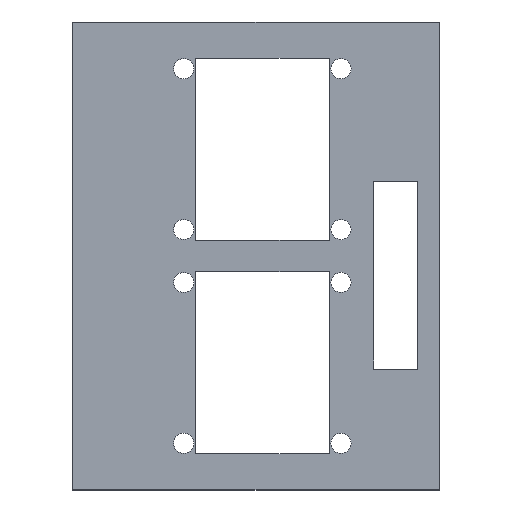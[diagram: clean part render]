
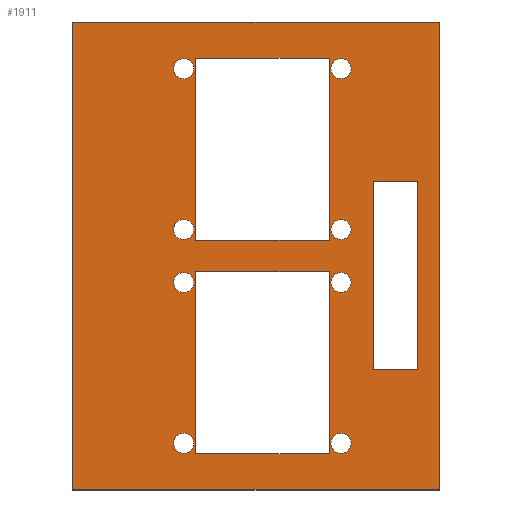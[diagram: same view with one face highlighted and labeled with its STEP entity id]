
A CAD part, top view. The second image highlights one B-rep face of the part: STEP entity #1911.
In plain terms, the highlighted planar face has unit normal (0, 0, 1).
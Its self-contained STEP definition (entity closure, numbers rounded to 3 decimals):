
#47=CIRCLE('',#2024,1.5);
#48=CIRCLE('',#2025,1.5);
#49=CIRCLE('',#2026,1.5);
#50=CIRCLE('',#2027,1.5);
#51=CIRCLE('',#2028,1.5);
#52=CIRCLE('',#2029,1.5);
#53=CIRCLE('',#2030,1.5);
#54=CIRCLE('',#2031,1.5);
#75=FACE_BOUND('',#213,.T.);
#76=FACE_BOUND('',#214,.T.);
#77=FACE_BOUND('',#215,.T.);
#78=FACE_BOUND('',#216,.T.);
#79=FACE_BOUND('',#217,.T.);
#80=FACE_BOUND('',#218,.T.);
#81=FACE_BOUND('',#219,.T.);
#82=FACE_BOUND('',#220,.T.);
#83=FACE_BOUND('',#221,.T.);
#84=FACE_BOUND('',#222,.T.);
#85=FACE_BOUND('',#223,.T.);
#101=FACE_OUTER_BOUND('',#212,.T.);
#212=EDGE_LOOP('',(#1381,#1382,#1383,#1384));
#213=EDGE_LOOP('',(#1385,#1386,#1387,#1388));
#214=EDGE_LOOP('',(#1389,#1390,#1391,#1392));
#215=EDGE_LOOP('',(#1393,#1394,#1395,#1396));
#216=EDGE_LOOP('',(#1397));
#217=EDGE_LOOP('',(#1398));
#218=EDGE_LOOP('',(#1399));
#219=EDGE_LOOP('',(#1400));
#220=EDGE_LOOP('',(#1401));
#221=EDGE_LOOP('',(#1402));
#222=EDGE_LOOP('',(#1403));
#223=EDGE_LOOP('',(#1404));
#310=LINE('',#2644,#557);
#352=LINE('',#2727,#599);
#353=LINE('',#2730,#600);
#360=LINE('',#2742,#607);
#387=LINE('',#2813,#634);
#390=LINE('',#2819,#637);
#391=LINE('',#2821,#638);
#392=LINE('',#2823,#639);
#393=LINE('',#2824,#640);
#394=LINE('',#2826,#641);
#395=LINE('',#2828,#642);
#396=LINE('',#2829,#643);
#397=LINE('',#2832,#644);
#398=LINE('',#2834,#645);
#399=LINE('',#2836,#646);
#400=LINE('',#2837,#647);
#557=VECTOR('',#2135,10.);
#599=VECTOR('',#2189,10.);
#600=VECTOR('',#2192,10.);
#607=VECTOR('',#2203,10.);
#634=VECTOR('',#2256,10.);
#637=VECTOR('',#2261,10.);
#638=VECTOR('',#2262,10.);
#639=VECTOR('',#2263,10.);
#640=VECTOR('',#2264,10.);
#641=VECTOR('',#2265,10.);
#642=VECTOR('',#2266,10.);
#643=VECTOR('',#2267,10.);
#644=VECTOR('',#2268,10.);
#645=VECTOR('',#2269,10.);
#646=VECTOR('',#2270,10.);
#647=VECTOR('',#2271,10.);
#804=VERTEX_POINT('',#2641);
#805=VERTEX_POINT('',#2643);
#840=VERTEX_POINT('',#2725);
#841=VERTEX_POINT('',#2729);
#874=VERTEX_POINT('',#2811);
#875=VERTEX_POINT('',#2812);
#876=VERTEX_POINT('',#2817);
#877=VERTEX_POINT('',#2818);
#878=VERTEX_POINT('',#2820);
#879=VERTEX_POINT('',#2822);
#880=VERTEX_POINT('',#2825);
#881=VERTEX_POINT('',#2827);
#882=VERTEX_POINT('',#2830);
#883=VERTEX_POINT('',#2831);
#884=VERTEX_POINT('',#2833);
#885=VERTEX_POINT('',#2835);
#886=VERTEX_POINT('',#2838);
#887=VERTEX_POINT('',#2840);
#888=VERTEX_POINT('',#2842);
#889=VERTEX_POINT('',#2844);
#890=VERTEX_POINT('',#2846);
#891=VERTEX_POINT('',#2848);
#892=VERTEX_POINT('',#2850);
#893=VERTEX_POINT('',#2852);
#986=EDGE_CURVE('',#805,#804,#310,.T.);
#1028=EDGE_CURVE('',#804,#840,#352,.T.);
#1029=EDGE_CURVE('',#841,#805,#353,.T.);
#1036=EDGE_CURVE('',#840,#841,#360,.T.);
#1071=EDGE_CURVE('',#874,#875,#387,.T.);
#1074=EDGE_CURVE('',#876,#877,#390,.T.);
#1075=EDGE_CURVE('',#876,#878,#391,.T.);
#1076=EDGE_CURVE('',#879,#878,#392,.T.);
#1077=EDGE_CURVE('',#879,#877,#393,.T.);
#1078=EDGE_CURVE('',#880,#874,#394,.T.);
#1079=EDGE_CURVE('',#875,#881,#395,.T.);
#1080=EDGE_CURVE('',#881,#880,#396,.T.);
#1081=EDGE_CURVE('',#882,#883,#397,.T.);
#1082=EDGE_CURVE('',#883,#884,#398,.T.);
#1083=EDGE_CURVE('',#884,#885,#399,.T.);
#1084=EDGE_CURVE('',#885,#882,#400,.T.);
#1085=EDGE_CURVE('',#886,#886,#47,.T.);
#1086=EDGE_CURVE('',#887,#887,#48,.T.);
#1087=EDGE_CURVE('',#888,#888,#49,.T.);
#1088=EDGE_CURVE('',#889,#889,#50,.T.);
#1089=EDGE_CURVE('',#890,#890,#51,.T.);
#1090=EDGE_CURVE('',#891,#891,#52,.T.);
#1091=EDGE_CURVE('',#892,#892,#53,.T.);
#1092=EDGE_CURVE('',#893,#893,#54,.T.);
#1381=ORIENTED_EDGE('',*,*,#1074,.F.);
#1382=ORIENTED_EDGE('',*,*,#1075,.T.);
#1383=ORIENTED_EDGE('',*,*,#1076,.F.);
#1384=ORIENTED_EDGE('',*,*,#1077,.T.);
#1385=ORIENTED_EDGE('',*,*,#1028,.T.);
#1386=ORIENTED_EDGE('',*,*,#1036,.T.);
#1387=ORIENTED_EDGE('',*,*,#1029,.T.);
#1388=ORIENTED_EDGE('',*,*,#986,.T.);
#1389=ORIENTED_EDGE('',*,*,#1078,.T.);
#1390=ORIENTED_EDGE('',*,*,#1071,.T.);
#1391=ORIENTED_EDGE('',*,*,#1079,.T.);
#1392=ORIENTED_EDGE('',*,*,#1080,.T.);
#1393=ORIENTED_EDGE('',*,*,#1081,.T.);
#1394=ORIENTED_EDGE('',*,*,#1082,.T.);
#1395=ORIENTED_EDGE('',*,*,#1083,.T.);
#1396=ORIENTED_EDGE('',*,*,#1084,.T.);
#1397=ORIENTED_EDGE('',*,*,#1085,.T.);
#1398=ORIENTED_EDGE('',*,*,#1086,.T.);
#1399=ORIENTED_EDGE('',*,*,#1087,.T.);
#1400=ORIENTED_EDGE('',*,*,#1088,.T.);
#1401=ORIENTED_EDGE('',*,*,#1089,.T.);
#1402=ORIENTED_EDGE('',*,*,#1090,.T.);
#1403=ORIENTED_EDGE('',*,*,#1091,.T.);
#1404=ORIENTED_EDGE('',*,*,#1092,.T.);
#1827=PLANE('',#2023);
#1911=ADVANCED_FACE('',(#101,#75,#76,#77,#78,#79,#80,#81,#82,#83,#84,#85),
#1827,.T.);
#2023=AXIS2_PLACEMENT_3D('',#2816,#2259,#2260);
#2024=AXIS2_PLACEMENT_3D('',#2839,#2272,#2273);
#2025=AXIS2_PLACEMENT_3D('',#2841,#2274,#2275);
#2026=AXIS2_PLACEMENT_3D('',#2843,#2276,#2277);
#2027=AXIS2_PLACEMENT_3D('',#2845,#2278,#2279);
#2028=AXIS2_PLACEMENT_3D('',#2847,#2280,#2281);
#2029=AXIS2_PLACEMENT_3D('',#2849,#2282,#2283);
#2030=AXIS2_PLACEMENT_3D('',#2851,#2284,#2285);
#2031=AXIS2_PLACEMENT_3D('',#2853,#2286,#2287);
#2135=DIRECTION('',(0.,-1.,0.));
#2189=DIRECTION('',(-1.,0.,0.));
#2192=DIRECTION('',(1.,0.,0.));
#2203=DIRECTION('',(0.,1.,0.));
#2256=DIRECTION('',(1.,0.,0.));
#2259=DIRECTION('center_axis',(0.,0.,1.));
#2260=DIRECTION('ref_axis',(-1.,0.,0.));
#2261=DIRECTION('',(1.,0.,0.));
#2262=DIRECTION('',(0.,-1.,0.));
#2263=DIRECTION('',(-1.,0.,0.));
#2264=DIRECTION('',(0.,1.,0.));
#2265=DIRECTION('',(0.,1.,0.));
#2266=DIRECTION('',(0.,-1.,0.));
#2267=DIRECTION('',(-1.,0.,0.));
#2268=DIRECTION('',(0.,1.,0.));
#2269=DIRECTION('',(1.,0.,0.));
#2270=DIRECTION('',(0.,-1.,0.));
#2271=DIRECTION('',(-1.,0.,0.));
#2272=DIRECTION('center_axis',(0.,0.,-1.));
#2273=DIRECTION('ref_axis',(-1.,0.,0.));
#2274=DIRECTION('center_axis',(0.,0.,-1.));
#2275=DIRECTION('ref_axis',(-1.,0.,0.));
#2276=DIRECTION('center_axis',(0.,0.,-1.));
#2277=DIRECTION('ref_axis',(-1.,0.,0.));
#2278=DIRECTION('center_axis',(0.,0.,-1.));
#2279=DIRECTION('ref_axis',(-1.,0.,0.));
#2280=DIRECTION('center_axis',(0.,0.,-1.));
#2281=DIRECTION('ref_axis',(-1.,0.,0.));
#2282=DIRECTION('center_axis',(0.,0.,-1.));
#2283=DIRECTION('ref_axis',(-1.,0.,0.));
#2284=DIRECTION('center_axis',(0.,0.,-1.));
#2285=DIRECTION('ref_axis',(-1.,0.,0.));
#2286=DIRECTION('center_axis',(0.,0.,-1.));
#2287=DIRECTION('ref_axis',(-1.,0.,0.));
#2641=CARTESIAN_POINT('',(55.34,31.838,35.718));
#2643=CARTESIAN_POINT('',(55.34,59.896,35.718));
#2644=CARTESIAN_POINT('',(55.34,37.338,35.718));
#2725=CARTESIAN_POINT('',(48.722,31.838,35.718));
#2727=CARTESIAN_POINT('',(55.075,31.838,35.718));
#2729=CARTESIAN_POINT('',(48.722,59.896,35.718));
#2730=CARTESIAN_POINT('',(55.075,59.896,35.718));
#2742=CARTESIAN_POINT('',(48.722,23.309,35.718));
#2811=CARTESIAN_POINT('',(22.179,78.297,35.718));
#2812=CARTESIAN_POINT('',(42.079,78.297,35.718));
#2813=CARTESIAN_POINT('',(47.876,78.297,35.718));
#2816=CARTESIAN_POINT('Origin',(56.573,14.779,35.718));
#2817=CARTESIAN_POINT('',(3.751,83.68,35.718));
#2818=CARTESIAN_POINT('',(58.574,83.68,35.718));
#2819=CARTESIAN_POINT('',(5.234,83.68,35.718));
#2820=CARTESIAN_POINT('',(3.751,13.78,35.718));
#2821=CARTESIAN_POINT('',(3.751,14.779,35.718));
#2822=CARTESIAN_POINT('',(58.574,13.78,35.718));
#2823=CARTESIAN_POINT('',(56.573,13.78,35.718));
#2824=CARTESIAN_POINT('',(58.574,82.7,35.718));
#2825=CARTESIAN_POINT('',(22.179,51.097,35.718));
#2826=CARTESIAN_POINT('',(22.179,46.438,35.718));
#2827=CARTESIAN_POINT('',(42.079,51.097,35.718));
#2828=CARTESIAN_POINT('',(42.079,46.438,35.718));
#2829=CARTESIAN_POINT('',(49.226,51.097,35.718));
#2830=CARTESIAN_POINT('',(22.179,19.152,35.718));
#2831=CARTESIAN_POINT('',(22.179,46.352,35.718));
#2832=CARTESIAN_POINT('',(22.179,17.066,35.718));
#2833=CARTESIAN_POINT('',(42.079,46.352,35.718));
#2834=CARTESIAN_POINT('',(47.876,46.352,35.718));
#2835=CARTESIAN_POINT('',(42.079,19.152,35.718));
#2836=CARTESIAN_POINT('',(42.079,17.066,35.718));
#2837=CARTESIAN_POINT('',(39.476,19.152,35.718));
#2838=CARTESIAN_POINT('',(45.356,76.713,35.718));
#2839=CARTESIAN_POINT('Origin',(43.856,76.713,35.718));
#2840=CARTESIAN_POINT('',(45.356,44.769,35.718));
#2841=CARTESIAN_POINT('Origin',(43.856,44.769,35.718));
#2842=CARTESIAN_POINT('',(45.356,20.736,35.718));
#2843=CARTESIAN_POINT('Origin',(43.856,20.736,35.718));
#2844=CARTESIAN_POINT('',(21.856,52.68,35.718));
#2845=CARTESIAN_POINT('Origin',(20.356,52.68,35.718));
#2846=CARTESIAN_POINT('',(21.856,44.769,35.718));
#2847=CARTESIAN_POINT('Origin',(20.356,44.769,35.718));
#2848=CARTESIAN_POINT('',(21.856,76.713,35.718));
#2849=CARTESIAN_POINT('Origin',(20.356,76.713,35.718));
#2850=CARTESIAN_POINT('',(45.356,52.68,35.718));
#2851=CARTESIAN_POINT('Origin',(43.856,52.68,35.718));
#2852=CARTESIAN_POINT('',(21.856,20.736,35.718));
#2853=CARTESIAN_POINT('Origin',(20.356,20.736,35.718));
